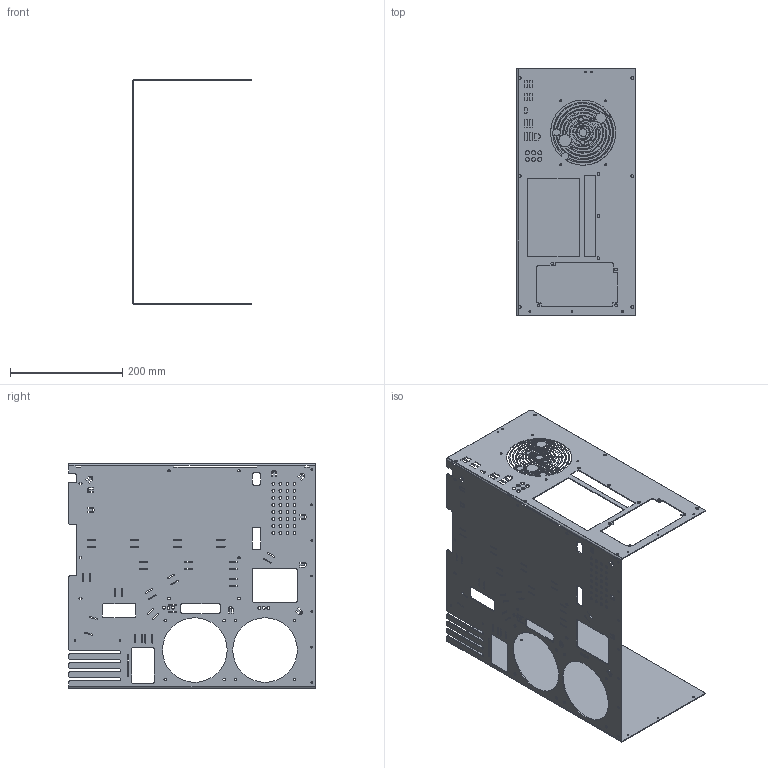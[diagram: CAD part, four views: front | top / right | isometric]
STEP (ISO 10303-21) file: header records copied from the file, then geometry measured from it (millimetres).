
FILE_DESCRIPTION(/* description */ (''),/* implementation_level */ '2;1');
FILE_NAME(/* name */ 'Internal V1.step',/* time_stamp */ '2018-10-31T17:31:15-06:00',/* author */ (''),/* organization */ (''),/* preprocessor_version */ 'ST-DEVELOPER v17.2',/* originating_system */ 'Autodesk Translation Framework v7.6.0.251',/* authorisation */ '');
FILE_SCHEMA (('AUTOMOTIVE_DESIGN { 1 0 10303 214 3 1 1 }'));
Length unit declared in the file: millimetre
Products named in the file (1): Internal
Bounding box: 212.5 x 439.8 x 400 mm (x, y, z)
Volume: 425826.8 mm3; surface area: 592618.5 mm2
Topology: 1 solids, 1 shells, 921 faces, 2810 edges, 1885 vertices
Faces by surface type: plane 382, cylinder 323, bspline 216
Full cylindrical faces by diameter (mm): 3.1 x23, 3.6 x4, 4.4 x1, 4.8 x3, 5 x40, 5.1 x15, 7 x6, 115 x2
Entity records: 34294 total; most frequent: CARTESIAN_POINT 8987, ORIENTED_EDGE 5620, DIRECTION 4539, EDGE_CURVE 2810, VERTEX_POINT 1885, LINE 1673, VECTOR 1673, AXIS2_PLACEMENT_3D 1433
